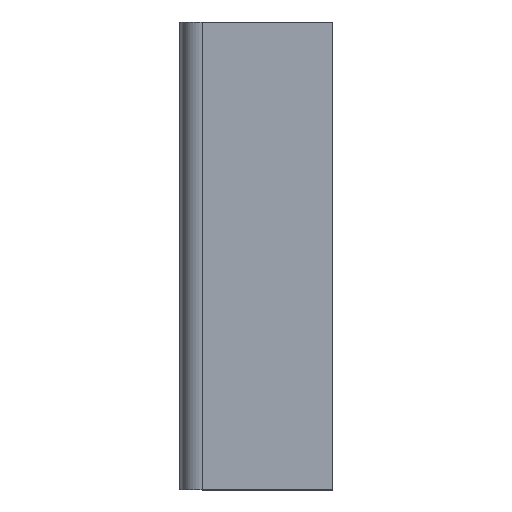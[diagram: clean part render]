
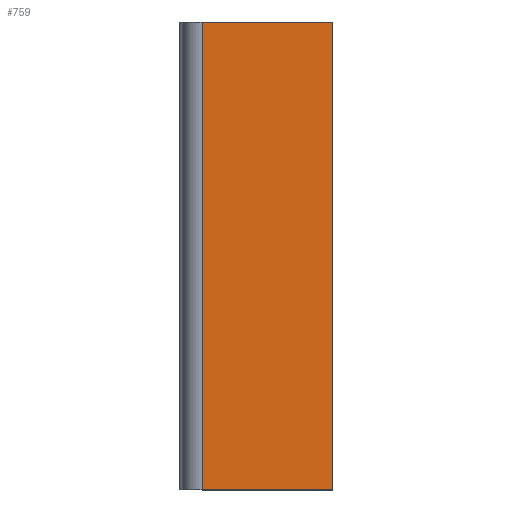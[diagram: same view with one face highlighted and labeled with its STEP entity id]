
A CAD part, top view. The second image highlights one B-rep face of the part: STEP entity #759.
In plain terms, the highlighted planar face has unit normal (0, 0, 1).
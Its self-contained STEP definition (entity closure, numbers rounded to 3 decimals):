
#27 = EDGE_CURVE ( 'NONE', #1709, #369, #1256, .T. ) ;
#45 = CARTESIAN_POINT ( 'NONE',  ( -257.833, 351.07, 48.5 ) ) ;
#143 = ORIENTED_EDGE ( 'NONE', *, *, #628, .T. ) ;
#255 = VERTEX_POINT ( 'NONE', #45 ) ;
#303 = CARTESIAN_POINT ( 'NONE',  ( -257.833, 351.07, 48.5 ) ) ;
#337 = DIRECTION ( 'NONE',  ( 1., 0., 0. ) ) ;
#369 = VERTEX_POINT ( 'NONE', #494 ) ;
#392 = CARTESIAN_POINT ( 'NONE',  ( -257.833, 351.07, 48.5 ) ) ;
#393 = CARTESIAN_POINT ( 'NONE',  ( -160., 351.07, 48.5 ) ) ;
#436 = VECTOR ( 'NONE', #337, 1000. ) ;
#494 = CARTESIAN_POINT ( 'NONE',  ( -160., 0., 48.5 ) ) ;
#528 = CARTESIAN_POINT ( 'NONE',  ( -257.833, 351.07, 48.5 ) ) ;
#628 = EDGE_CURVE ( 'NONE', #255, #1709, #950, .T. ) ;
#661 = DIRECTION ( 'NONE',  ( 0., -1., 0. ) ) ;
#662 = DIRECTION ( 'NONE',  ( 0., 0., -1. ) ) ;
#686 = AXIS2_PLACEMENT_3D ( 'NONE', #528, #662, #775 ) ;
#708 = EDGE_CURVE ( 'NONE', #980, #369, #1277, .T. ) ;
#759 = ADVANCED_FACE ( 'NONE', ( #1191 ), #1268, .F. ) ;
#762 = VECTOR ( 'NONE', #921, 1000. ) ;
#775 = DIRECTION ( 'NONE',  ( -1., 0., 0. ) ) ;
#776 = ORIENTED_EDGE ( 'NONE', *, *, #1516, .F. ) ;
#921 = DIRECTION ( 'NONE',  ( 0., -1., 0. ) ) ;
#925 = VECTOR ( 'NONE', #661, 1000. ) ;
#950 = LINE ( 'NONE', #392, #925 ) ;
#980 = VERTEX_POINT ( 'NONE', #393 ) ;
#989 = CARTESIAN_POINT ( 'NONE',  ( -257.833, 0., 48.5 ) ) ;
#1033 = CARTESIAN_POINT ( 'NONE',  ( -257.833, 0., 48.5 ) ) ;
#1071 = VECTOR ( 'NONE', #1407, 1000. ) ;
#1191 = FACE_OUTER_BOUND ( 'NONE', #1487, .T. ) ;
#1214 = ORIENTED_EDGE ( 'NONE', *, *, #27, .T. ) ;
#1256 = LINE ( 'NONE', #989, #436 ) ;
#1268 = PLANE ( 'NONE',  #686 ) ;
#1277 = LINE ( 'NONE', #1429, #762 ) ;
#1407 = DIRECTION ( 'NONE',  ( 1., 0., 0. ) ) ;
#1429 = CARTESIAN_POINT ( 'NONE',  ( -160., 351.07, 48.5 ) ) ;
#1466 = ORIENTED_EDGE ( 'NONE', *, *, #708, .F. ) ;
#1487 = EDGE_LOOP ( 'NONE', ( #1214, #1466, #776, #143 ) ) ;
#1492 = LINE ( 'NONE', #303, #1071 ) ;
#1516 = EDGE_CURVE ( 'NONE', #255, #980, #1492, .T. ) ;
#1709 = VERTEX_POINT ( 'NONE', #1033 ) ;
